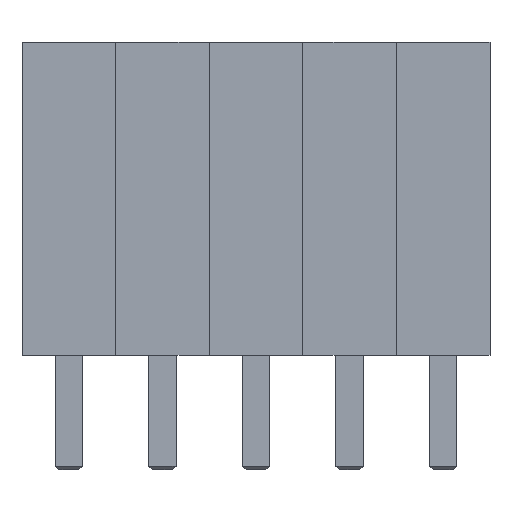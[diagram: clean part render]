
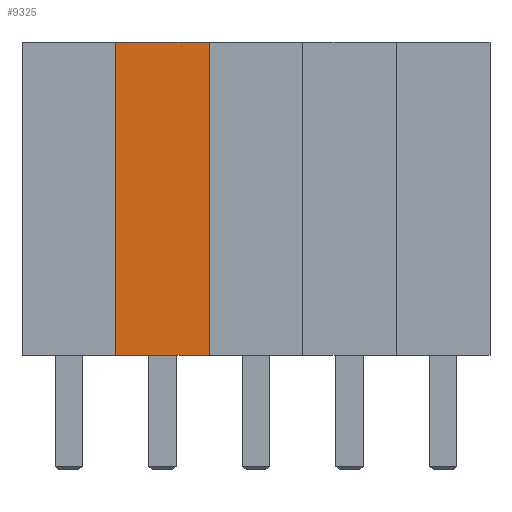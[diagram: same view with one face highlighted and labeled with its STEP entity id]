
A CAD part, front view. The second image highlights one B-rep face of the part: STEP entity #9325.
In plain terms, the highlighted planar face has unit normal (0, -1, 0).
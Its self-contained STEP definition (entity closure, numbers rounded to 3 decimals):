
#9209 = EDGE_CURVE('',#9210,#9212,#9214,.T.);
#9210 = VERTEX_POINT('',#9211);
#9211 = CARTESIAN_POINT('',(1.27,-0.952,0.));
#9212 = VERTEX_POINT('',#9213);
#9213 = CARTESIAN_POINT('',(3.81,-0.952,0.));
#9214 = SURFACE_CURVE('',#9215,(#9219,#9231),.PCURVE_S1.);
#9215 = LINE('',#9216,#9217);
#9216 = CARTESIAN_POINT('',(1.27,-0.952,0.));
#9217 = VECTOR('',#9218,1.);
#9218 = DIRECTION('',(1.,0.,0.));
#9219 = PCURVE('',#9220,#9225);
#9220 = PLANE('',#9221);
#9221 = AXIS2_PLACEMENT_3D('',#9222,#9223,#9224);
#9222 = CARTESIAN_POINT('',(1.27,-0.952,0.));
#9223 = DIRECTION('',(0.,0.,1.));
#9224 = DIRECTION('',(0.,1.,0.));
#9225 = DEFINITIONAL_REPRESENTATION('',(#9226),#9230);
#9226 = LINE('',#9227,#9228);
#9227 = CARTESIAN_POINT('',(0.,0.));
#9228 = VECTOR('',#9229,1.);
#9229 = DIRECTION('',(0.,-1.));
#9230 = ( GEOMETRIC_REPRESENTATION_CONTEXT(2) 
PARAMETRIC_REPRESENTATION_CONTEXT() REPRESENTATION_CONTEXT('2D SPACE',''
  ) );
#9231 = PCURVE('',#9232,#9237);
#9232 = PLANE('',#9233);
#9233 = AXIS2_PLACEMENT_3D('',#9234,#9235,#9236);
#9234 = CARTESIAN_POINT('',(1.27,-0.952,8.5));
#9235 = DIRECTION('',(0.,1.,0.));
#9236 = DIRECTION('',(0.,0.,-1.));
#9237 = DEFINITIONAL_REPRESENTATION('',(#9238),#9242);
#9238 = LINE('',#9239,#9240);
#9239 = CARTESIAN_POINT('',(8.5,0.));
#9240 = VECTOR('',#9241,1.);
#9241 = DIRECTION('',(0.,-1.));
#9242 = ( GEOMETRIC_REPRESENTATION_CONTEXT(2) 
PARAMETRIC_REPRESENTATION_CONTEXT() REPRESENTATION_CONTEXT('2D SPACE',''
  ) );
#9260 = PLANE('',#9261);
#9261 = AXIS2_PLACEMENT_3D('',#9262,#9263,#9264);
#9262 = CARTESIAN_POINT('',(3.81,-0.952,0.));
#9263 = DIRECTION('',(-1.,0.,0.));
#9264 = DIRECTION('',(0.,0.,-1.));
#9314 = PLANE('',#9315);
#9315 = AXIS2_PLACEMENT_3D('',#9316,#9317,#9318);
#9316 = CARTESIAN_POINT('',(1.27,-0.952,0.));
#9317 = DIRECTION('',(-1.,0.,0.));
#9318 = DIRECTION('',(0.,0.,-1.));
#9325 = ADVANCED_FACE('',(#9326),#9232,.F.);
#9326 = FACE_BOUND('',#9327,.F.);
#9327 = EDGE_LOOP('',(#9328,#9358,#9379,#9380));
#9328 = ORIENTED_EDGE('',*,*,#9329,.T.);
#9329 = EDGE_CURVE('',#9330,#9332,#9334,.T.);
#9330 = VERTEX_POINT('',#9331);
#9331 = CARTESIAN_POINT('',(1.27,-0.952,8.5));
#9332 = VERTEX_POINT('',#9333);
#9333 = CARTESIAN_POINT('',(3.81,-0.952,8.5));
#9334 = SURFACE_CURVE('',#9335,(#9339,#9346),.PCURVE_S1.);
#9335 = LINE('',#9336,#9337);
#9336 = CARTESIAN_POINT('',(1.27,-0.952,8.5));
#9337 = VECTOR('',#9338,1.);
#9338 = DIRECTION('',(1.,0.,0.));
#9339 = PCURVE('',#9232,#9340);
#9340 = DEFINITIONAL_REPRESENTATION('',(#9341),#9345);
#9341 = LINE('',#9342,#9343);
#9342 = CARTESIAN_POINT('',(0.,0.));
#9343 = VECTOR('',#9344,1.);
#9344 = DIRECTION('',(0.,-1.));
#9345 = ( GEOMETRIC_REPRESENTATION_CONTEXT(2) 
PARAMETRIC_REPRESENTATION_CONTEXT() REPRESENTATION_CONTEXT('2D SPACE',''
  ) );
#9346 = PCURVE('',#9347,#9352);
#9347 = PLANE('',#9348);
#9348 = AXIS2_PLACEMENT_3D('',#9349,#9350,#9351);
#9349 = CARTESIAN_POINT('',(1.27,0.865,8.5));
#9350 = DIRECTION('',(0.,0.,-1.));
#9351 = DIRECTION('',(0.,-1.,0.));
#9352 = DEFINITIONAL_REPRESENTATION('',(#9353),#9357);
#9353 = LINE('',#9354,#9355);
#9354 = CARTESIAN_POINT('',(1.817,0.));
#9355 = VECTOR('',#9356,1.);
#9356 = DIRECTION('',(0.,-1.));
#9357 = ( GEOMETRIC_REPRESENTATION_CONTEXT(2) 
PARAMETRIC_REPRESENTATION_CONTEXT() REPRESENTATION_CONTEXT('2D SPACE',''
  ) );
#9358 = ORIENTED_EDGE('',*,*,#9359,.T.);
#9359 = EDGE_CURVE('',#9332,#9212,#9360,.T.);
#9360 = SURFACE_CURVE('',#9361,(#9365,#9372),.PCURVE_S1.);
#9361 = LINE('',#9362,#9363);
#9362 = CARTESIAN_POINT('',(3.81,-0.952,8.5));
#9363 = VECTOR('',#9364,1.);
#9364 = DIRECTION('',(0.,0.,-1.));
#9365 = PCURVE('',#9232,#9366);
#9366 = DEFINITIONAL_REPRESENTATION('',(#9367),#9371);
#9367 = LINE('',#9368,#9369);
#9368 = CARTESIAN_POINT('',(0.,-2.54));
#9369 = VECTOR('',#9370,1.);
#9370 = DIRECTION('',(1.,0.));
#9371 = ( GEOMETRIC_REPRESENTATION_CONTEXT(2) 
PARAMETRIC_REPRESENTATION_CONTEXT() REPRESENTATION_CONTEXT('2D SPACE',''
  ) );
#9372 = PCURVE('',#9260,#9373);
#9373 = DEFINITIONAL_REPRESENTATION('',(#9374),#9378);
#9374 = LINE('',#9375,#9376);
#9375 = CARTESIAN_POINT('',(-8.5,0.));
#9376 = VECTOR('',#9377,1.);
#9377 = DIRECTION('',(1.,0.));
#9378 = ( GEOMETRIC_REPRESENTATION_CONTEXT(2) 
PARAMETRIC_REPRESENTATION_CONTEXT() REPRESENTATION_CONTEXT('2D SPACE',''
  ) );
#9379 = ORIENTED_EDGE('',*,*,#9209,.F.);
#9380 = ORIENTED_EDGE('',*,*,#9381,.F.);
#9381 = EDGE_CURVE('',#9330,#9210,#9382,.T.);
#9382 = SURFACE_CURVE('',#9383,(#9387,#9394),.PCURVE_S1.);
#9383 = LINE('',#9384,#9385);
#9384 = CARTESIAN_POINT('',(1.27,-0.952,8.5));
#9385 = VECTOR('',#9386,1.);
#9386 = DIRECTION('',(0.,0.,-1.));
#9387 = PCURVE('',#9232,#9388);
#9388 = DEFINITIONAL_REPRESENTATION('',(#9389),#9393);
#9389 = LINE('',#9390,#9391);
#9390 = CARTESIAN_POINT('',(0.,0.));
#9391 = VECTOR('',#9392,1.);
#9392 = DIRECTION('',(1.,0.));
#9393 = ( GEOMETRIC_REPRESENTATION_CONTEXT(2) 
PARAMETRIC_REPRESENTATION_CONTEXT() REPRESENTATION_CONTEXT('2D SPACE',''
  ) );
#9394 = PCURVE('',#9314,#9395);
#9395 = DEFINITIONAL_REPRESENTATION('',(#9396),#9400);
#9396 = LINE('',#9397,#9398);
#9397 = CARTESIAN_POINT('',(-8.5,0.));
#9398 = VECTOR('',#9399,1.);
#9399 = DIRECTION('',(1.,0.));
#9400 = ( GEOMETRIC_REPRESENTATION_CONTEXT(2) 
PARAMETRIC_REPRESENTATION_CONTEXT() REPRESENTATION_CONTEXT('2D SPACE',''
  ) );
